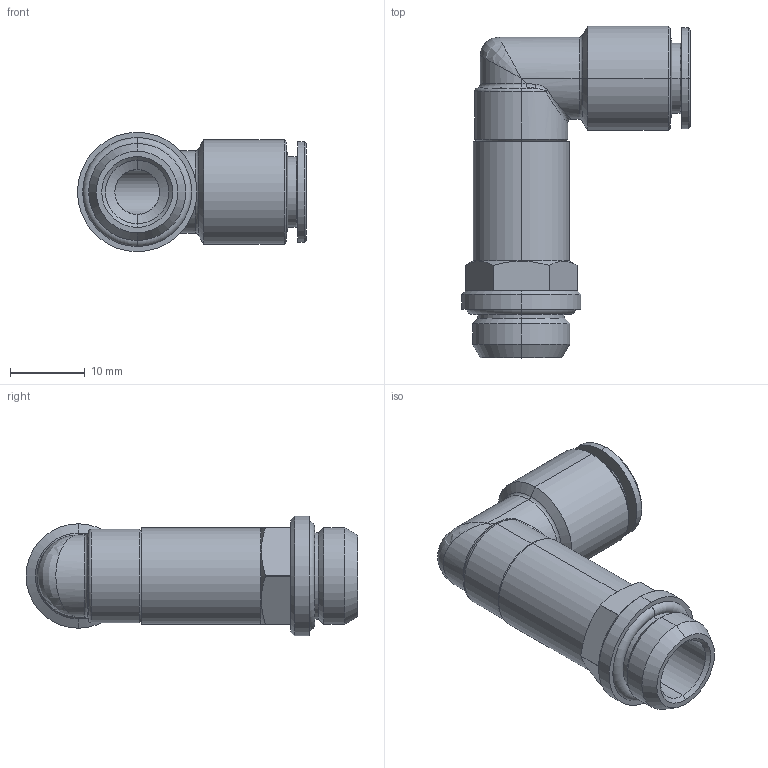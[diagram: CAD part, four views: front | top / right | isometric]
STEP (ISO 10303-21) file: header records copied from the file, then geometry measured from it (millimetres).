
FILE_DESCRIPTION (( 'STEP AP203' ), '1' );
FILE_NAME ('A0090042.STEP', '2009-11-24T14:01:30', ( 'Gabriele' ), ( 'C.Matic srl' ), 'SwSTEP 2.0', 'SolidWorks 2009', '' );
FILE_SCHEMA (( 'CONFIG_CONTROL_DESIGN' ));
Length unit declared in the file: millimetre
Products named in the file (1): A0090042
Bounding box: 30.7 x 44.5 x 16 mm (x, y, z)
Volume: 4915.4 mm3; surface area: 4387.6 mm2
Topology: 1 solids, 1 shells, 103 faces, 220 edges, 121 vertices
Faces by surface type: cylinder 37, cone 31, plane 19, torus 10, bspline 6
Entity records: 4080 total; most frequent: CARTESIAN_POINT 1806, DIRECTION 496, ORIENTED_EDGE 436, EDGE_CURVE 218, AXIS2_PLACEMENT_3D 209, VERTEX_POINT 121, CIRCLE 111, EDGE_LOOP 109
